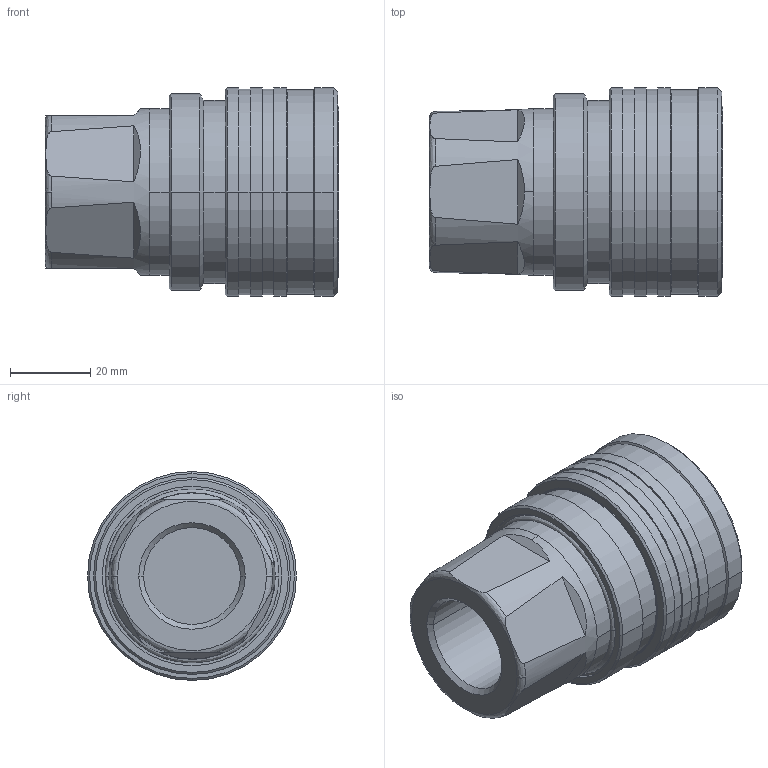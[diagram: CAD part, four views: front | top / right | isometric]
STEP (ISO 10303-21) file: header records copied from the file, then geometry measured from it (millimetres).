
FILE_DESCRIPTION (( 'STEP AP214' ), '1' );
FILE_NAME ('7510 RV.STEP', '2015-09-03T14:42:58', ( 'admin' ), ( 'Microsoft' ), 'SwSTEP 2.0', 'SolidWorks 2009', '' );
FILE_SCHEMA (( 'AUTOMOTIVE_DESIGN' ));
Length unit declared in the file: millimetre
Products named in the file (1): 7510 RV
Bounding box: 73 x 52 x 52 mm (x, y, z)
Volume: 88153.1 mm3; surface area: 21705.4 mm2
Topology: 1 solids, 1 shells, 125 faces, 298 edges, 192 vertices
Faces by surface type: cylinder 42, cone 32, plane 31, bspline 20
Entity records: 4851 total; most frequent: CARTESIAN_POINT 1246, DIRECTION 652, ORIENTED_EDGE 596, EDGE_CURVE 298, AXIS2_PLACEMENT_3D 286, VERTEX_POINT 192, CIRCLE 180, EDGE_LOOP 142
